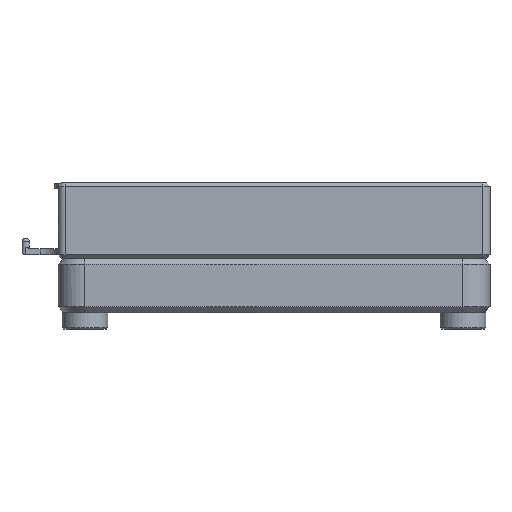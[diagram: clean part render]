
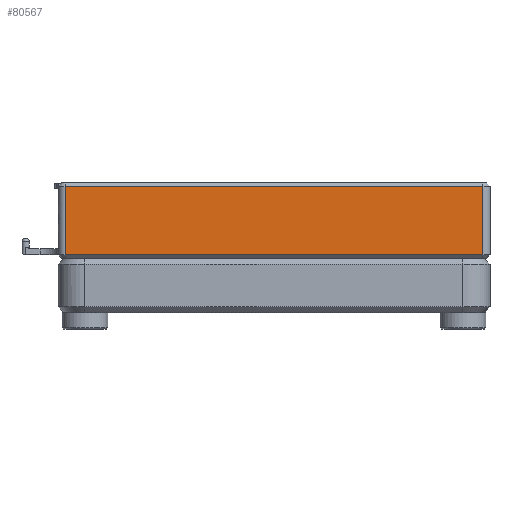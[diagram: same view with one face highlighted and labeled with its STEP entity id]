
A CAD part, front view. The second image highlights one B-rep face of the part: STEP entity #80567.
In plain terms, the highlighted planar face has unit normal (0, -1, 0).
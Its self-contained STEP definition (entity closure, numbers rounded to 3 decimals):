
#1627=FACE_OUTER_BOUND('',#5018,.T.);
#5018=EDGE_LOOP('',(#53548,#53549,#53550,#53551));
#9427=LINE('',#106629,#21239);
#9459=LINE('',#106786,#21271);
#9534=LINE('',#107209,#21346);
#9536=LINE('',#107213,#21348);
#21239=VECTOR('',#87576,10.);
#21271=VECTOR('',#87662,10.);
#21346=VECTOR('',#87993,10.);
#21348=VECTOR('',#87999,10.);
#33048=VERTEX_POINT('',#106619);
#33050=VERTEX_POINT('',#106625);
#33088=VERTEX_POINT('',#106776);
#33090=VERTEX_POINT('',#106782);
#41036=EDGE_CURVE('',#33048,#33050,#9427,.T.);
#41088=EDGE_CURVE('',#33088,#33090,#9459,.T.);
#41247=EDGE_CURVE('',#33090,#33048,#9534,.T.);
#41249=EDGE_CURVE('',#33050,#33088,#9536,.T.);
#53548=ORIENTED_EDGE('',*,*,#41036,.F.);
#53549=ORIENTED_EDGE('',*,*,#41247,.F.);
#53550=ORIENTED_EDGE('',*,*,#41088,.F.);
#53551=ORIENTED_EDGE('',*,*,#41249,.F.);
#77249=PLANE('',#84085);
#80567=ADVANCED_FACE('',(#1627),#77249,.T.);
#84085=AXIS2_PLACEMENT_3D('',#107217,#88006,#88007);
#87576=DIRECTION('',(-1.,0.,0.));
#87662=DIRECTION('',(1.,0.,0.));
#87993=DIRECTION('',(0.,0.,-1.));
#87999=DIRECTION('',(0.,0.,1.));
#88006=DIRECTION('center_axis',(0.,-1.,0.));
#88007=DIRECTION('ref_axis',(1.,0.,0.));
#106619=CARTESIAN_POINT('',(58.,-60.,1.));
#106625=CARTESIAN_POINT('',(-58.,-60.,1.));
#106629=CARTESIAN_POINT('',(-30.,-60.,1.));
#106776=CARTESIAN_POINT('',(-58.,-60.,20.));
#106782=CARTESIAN_POINT('',(58.,-60.,20.));
#106786=CARTESIAN_POINT('',(-30.,-60.,20.));
#107209=CARTESIAN_POINT('',(58.,-60.,0.));
#107213=CARTESIAN_POINT('',(-58.,-60.,0.));
#107217=CARTESIAN_POINT('Origin',(-60.,-60.,0.));
